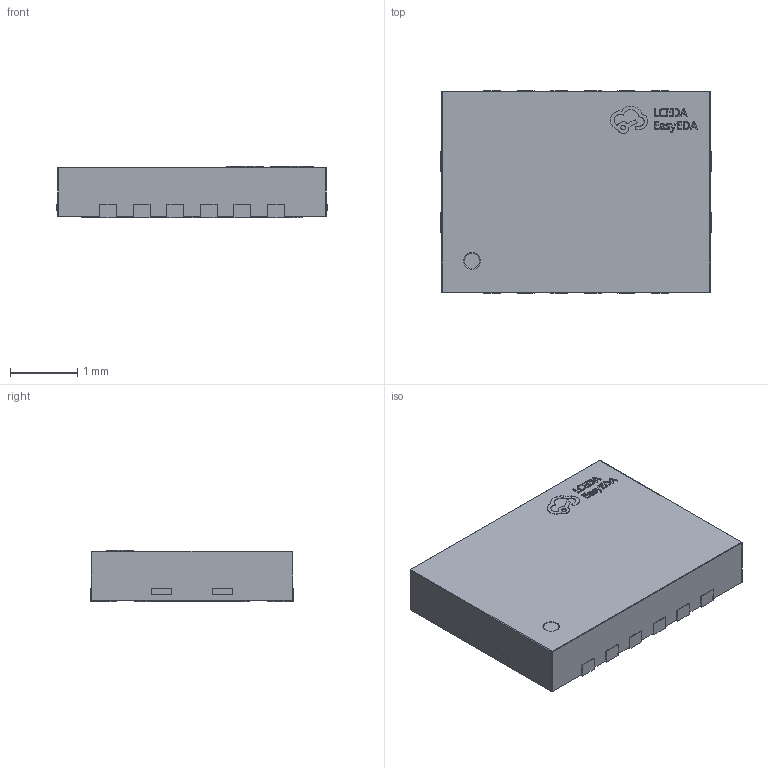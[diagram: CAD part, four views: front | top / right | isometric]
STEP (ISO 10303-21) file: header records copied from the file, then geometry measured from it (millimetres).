
FILE_DESCRIPTION (( 'STEP AP214' ), '1' );
FILE_NAME ('DFN-12_L4.0-W3.0-H0.8-P0.50-BL-EP.step', '2022-06-30T13:06:08', ( '' ), ( '' ), 'SwSTEP 2.0', 'SolidWorks 2020', '' );
FILE_SCHEMA (( 'AUTOMOTIVE_DESIGN' ));
Length unit declared in the file: millimetre
Products named in the file (1): DFN-12_L4.0-W3.0-H0.8-P0.50-BL-EP
Bounding box: 4.02 x 3.02 x 0.76 mm (x, y, z)
Volume: 8.9 mm3; surface area: 35.5 mm2
Topology: 7 solids, 7 shells, 429 faces, 1141 edges, 754 vertices
Faces by surface type: plane 288, bspline 112, cylinder 23, sphere 4, torus 2
Entity records: 19166 total; most frequent: CARTESIAN_POINT 4425, ORIENTED_EDGE 2274, DIRECTION 1597, EDGE_CURVE 1137, LINE 857, VECTOR 857, VERTEX_POINT 754, EDGE_LOOP 461
